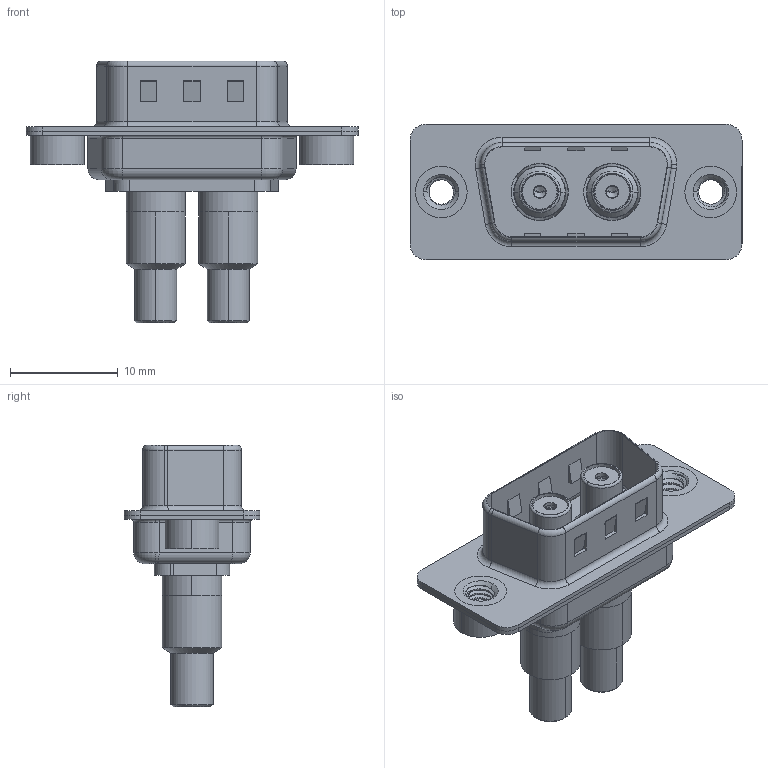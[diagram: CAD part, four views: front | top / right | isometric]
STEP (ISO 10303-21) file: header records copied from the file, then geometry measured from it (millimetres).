
FILE_DESCRIPTION (( 'STEP AP203' ), '1' );
FILE_NAME ('627-2W2-622-7TA.STEP', '2019-05-23T21:34:15', ( '' ), ( '' ), 'SwSTEP 2.0', 'SolidWorks 2016', '' );
FILE_SCHEMA (( 'CONFIG_CONTROL_DESIGN' ));
Length unit declared in the file: millimetre
Products named in the file (13): 627Combo Housing_2W2; Locking Collar; 627Combo Shell Rear_09 Contacts; Socket_Solder Cup; 627Combo Shell Front_09 Contacts; Solder Cover; 627Combo Threaded Rivet_A; Co-Ax Jack Assy_SC; Co-Ax Jack_Solder Cup Tail; 627Combo Threaded Rivet_2; Insulator Socket; 627-2W2-622-7TA; Insulator Socket 2
Assembly tree (13 placements, depth 3):
  627-2W2-622-7TA
    627Combo Housing_2W2
    627Combo Shell Rear_09 Contacts
    627Combo Shell Front_09 Contacts
    627Combo Threaded Rivet_A
    Co-Ax Jack Assy_SC  x2
      Co-Ax Jack_Solder Cup Tail
      Insulator Socket
      Insulator Socket 2
      Locking Collar
      Socket_Solder Cup
      Solder Cover
    627Combo Threaded Rivet_2
Bounding box: 30.8 x 12.6 x 24.3 mm (x, y, z)
Volume: 1569.9 mm3; surface area: 5262.3 mm2
Topology: 17 solids, 17 shells, 563 faces, 1332 edges, 824 vertices
Faces by surface type: cylinder 258, plane 187, torus 58, cone 50, bspline 10
Entity records: 17434 total; most frequent: CARTESIAN_POINT 5630, DIRECTION 2307, ORIENTED_EDGE 2098, EDGE_CURVE 1049, AXIS2_PLACEMENT_3D 904, VERTEX_POINT 656, EDGE_LOOP 503, VECTOR 499
